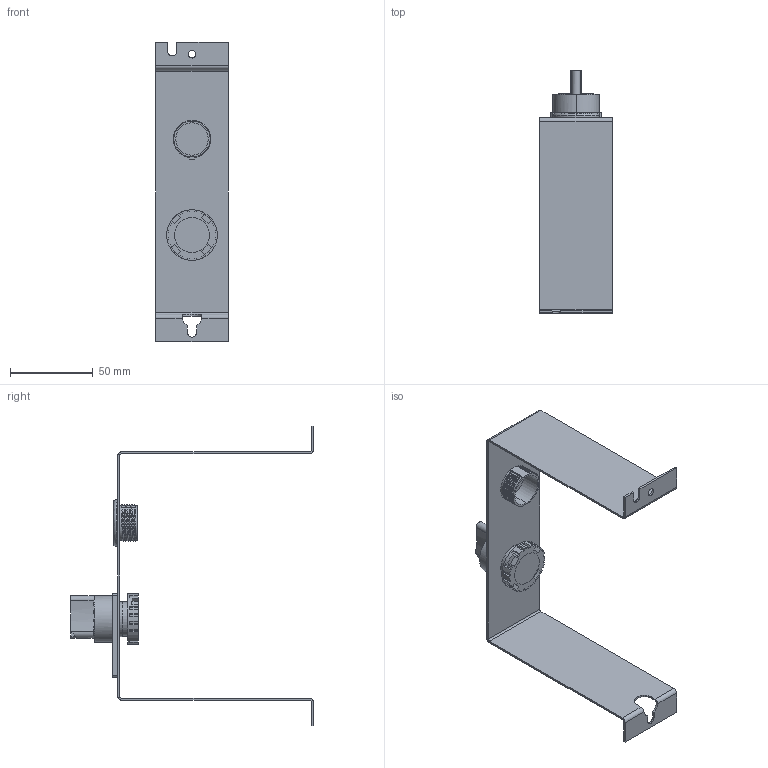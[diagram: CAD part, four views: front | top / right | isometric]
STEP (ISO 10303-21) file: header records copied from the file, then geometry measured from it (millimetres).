
FILE_DESCRIPTION (( 'STEP AP203' ), '1' );
FILE_NAME ('KESWHP.step', '2020-08-11T10:58:41', ( '' ), ( '' ), 'SwSTEP 2.0', 'SolidWorks 2019', '' );
FILE_SCHEMA (( 'CONFIG_CONTROL_DESIGN' ));
Length unit declared in the file: inch
Products named in the file (1): KESWHP
Bounding box: 44 x 146.62 x 180.8 mm (x, y, z)
Volume: 41593.5 mm3; surface area: 47761 mm2
Topology: 5 solids, 5 shells, 264 faces, 732 edges, 483 vertices
Faces by surface type: plane 150, cylinder 77, bspline 37
Entity records: 22228 total; most frequent: CARTESIAN_POINT 15618, ORIENTED_EDGE 1464, DIRECTION 1245, EDGE_CURVE 732, VERTEX_POINT 483, LINE 449, VECTOR 449, AXIS2_PLACEMENT_3D 398
